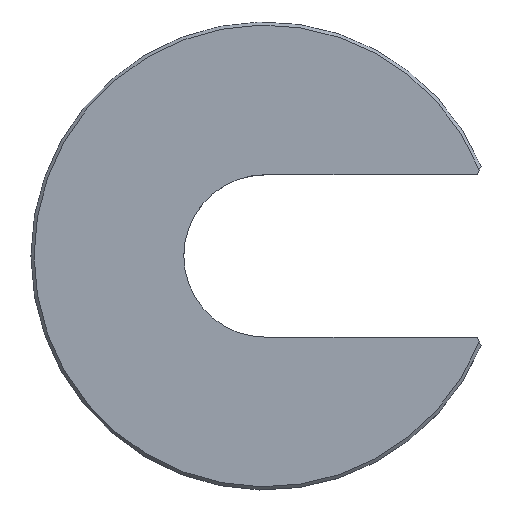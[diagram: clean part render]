
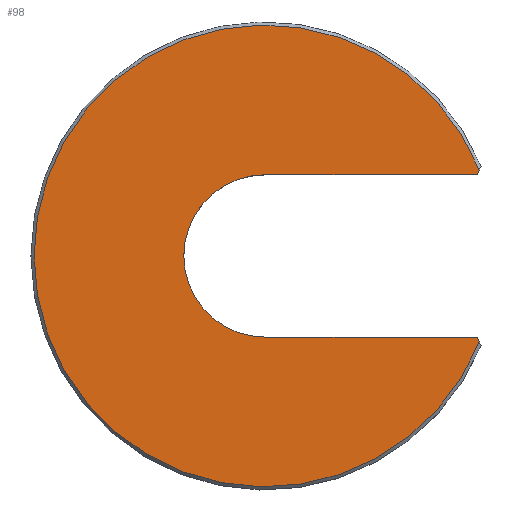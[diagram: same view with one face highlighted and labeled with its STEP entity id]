
A CAD part, top view. The second image highlights one B-rep face of the part: STEP entity #98.
In plain terms, the highlighted planar face has unit normal (0, 0, 1).
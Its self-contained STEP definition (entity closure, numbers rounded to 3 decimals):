
#12 = EDGE_LOOP ( 'NONE', ( #100, #99, #95, #118, #20, #22, #24 ) ) ;
#18 = VERTEX_POINT ( 'NONE', #172 ) ;
#19 = VERTEX_POINT ( 'NONE', #178 ) ;
#20 = ORIENTED_EDGE ( 'NONE', *, *, #107, .T. ) ;
#21 = EDGE_CURVE ( 'NONE', #18, #19, #212, .T. ) ;
#22 = ORIENTED_EDGE ( 'NONE', *, *, #21, .F. ) ;
#23 = EDGE_CURVE ( 'NONE', #115, #18, #205, .T. ) ;
#24 = ORIENTED_EDGE ( 'NONE', *, *, #23, .F. ) ;
#28 = EDGE_CURVE ( 'NONE', #29, #33, #257, .T. ) ;
#29 = VERTEX_POINT ( 'NONE', #259 ) ;
#33 = VERTEX_POINT ( 'NONE', #208 ) ;
#39 = VERTEX_POINT ( 'NONE', #225 ) ;
#95 = ORIENTED_EDGE ( 'NONE', *, *, #102, .T. ) ;
#97 = EDGE_CURVE ( 'NONE', #39, #115, #382, .T. ) ;
#98 = ADVANCED_FACE ( 'NONE', ( #390 ), #373, .T. ) ;
#99 = ORIENTED_EDGE ( 'NONE', *, *, #101, .T. ) ;
#100 = ORIENTED_EDGE ( 'NONE', *, *, #97, .F. ) ;
#101 = EDGE_CURVE ( 'NONE', #39, #110, #445, .T. ) ;
#102 = EDGE_CURVE ( 'NONE', #110, #29, #384, .T. ) ;
#107 = EDGE_CURVE ( 'NONE', #33, #19, #314, .T. ) ;
#110 = VERTEX_POINT ( 'NONE', #481 ) ;
#115 = VERTEX_POINT ( 'NONE', #480 ) ;
#118 = ORIENTED_EDGE ( 'NONE', *, *, #28, .T. ) ;
#172 = CARTESIAN_POINT ( 'NONE',  ( 0., -13., 0. ) ) ;
#178 = CARTESIAN_POINT ( 'NONE',  ( 34.007, -13., 0. ) ) ;
#202 = DIRECTION ( 'NONE',  ( 1., 0., 0. ) ) ;
#203 = DIRECTION ( 'NONE',  ( 0., 0., 1. ) ) ;
#204 = CARTESIAN_POINT ( 'NONE',  ( 0., 0., 0. ) ) ;
#205 = CIRCLE ( 'NONE', #271, 13. ) ;
#207 = AXIS2_PLACEMENT_3D ( 'NONE', #256, #255, #254 ) ;
#208 = CARTESIAN_POINT ( 'NONE',  ( 34.351, -13.748, 0. ) ) ;
#209 = DIRECTION ( 'NONE',  ( 1., 0., 0. ) ) ;
#210 = VECTOR ( 'NONE', #209, 1000. ) ;
#211 = CARTESIAN_POINT ( 'NONE',  ( 37.5, -13., 0. ) ) ;
#212 = LINE ( 'NONE', #211, #210 ) ;
#225 = CARTESIAN_POINT ( 'NONE',  ( 34.007, 13., 0. ) ) ;
#254 = DIRECTION ( 'NONE',  ( 1., 0., 0. ) ) ;
#255 = DIRECTION ( 'NONE',  ( 0., 0., 1. ) ) ;
#256 = CARTESIAN_POINT ( 'NONE',  ( 0., 0., 0. ) ) ;
#257 = CIRCLE ( 'NONE', #207, 37. ) ;
#259 = CARTESIAN_POINT ( 'NONE',  ( -37., 0., 0. ) ) ;
#271 = AXIS2_PLACEMENT_3D ( 'NONE', #204, #203, #202 ) ;
#303 = DIRECTION ( 'NONE',  ( -0.418, 0.908, 0. ) ) ;
#304 = VECTOR ( 'NONE', #303, 1000. ) ;
#305 = CARTESIAN_POINT ( 'NONE',  ( 23.124, 10.644, 0. ) ) ;
#314 = LINE ( 'NONE', #305, #304 ) ;
#315 = DIRECTION ( 'NONE',  ( 1., 0., 0. ) ) ;
#316 = DIRECTION ( 'NONE',  ( 0., 0., 1. ) ) ;
#370 = DIRECTION ( 'NONE',  ( -1., 0., 0. ) ) ;
#371 = VECTOR ( 'NONE', #370, 1000. ) ;
#372 = CARTESIAN_POINT ( 'NONE',  ( 0., 13., 0. ) ) ;
#373 = PLANE ( 'NONE',  #392 ) ;
#382 = LINE ( 'NONE', #372, #371 ) ;
#384 = CIRCLE ( 'NONE', #446, 37. ) ;
#390 = FACE_OUTER_BOUND ( 'NONE', #12, .T. ) ;
#392 = AXIS2_PLACEMENT_3D ( 'NONE', #450, #449, #448 ) ;
#442 = DIRECTION ( 'NONE',  ( 0.418, 0.908, 0. ) ) ;
#443 = VECTOR ( 'NONE', #442, 1000. ) ;
#444 = CARTESIAN_POINT ( 'NONE',  ( 23.124, -10.644, 0. ) ) ;
#445 = LINE ( 'NONE', #444, #443 ) ;
#446 = AXIS2_PLACEMENT_3D ( 'NONE', #447, #316, #315 ) ;
#447 = CARTESIAN_POINT ( 'NONE',  ( 0., 0., 0. ) ) ;
#448 = DIRECTION ( 'NONE',  ( 1., 0., 0. ) ) ;
#449 = DIRECTION ( 'NONE',  ( 0., 0., 1. ) ) ;
#450 = CARTESIAN_POINT ( 'NONE',  ( 0., 0., 0. ) ) ;
#480 = CARTESIAN_POINT ( 'NONE',  ( 0., 13., 0. ) ) ;
#481 = CARTESIAN_POINT ( 'NONE',  ( 34.351, 13.748, 0. ) ) ;
